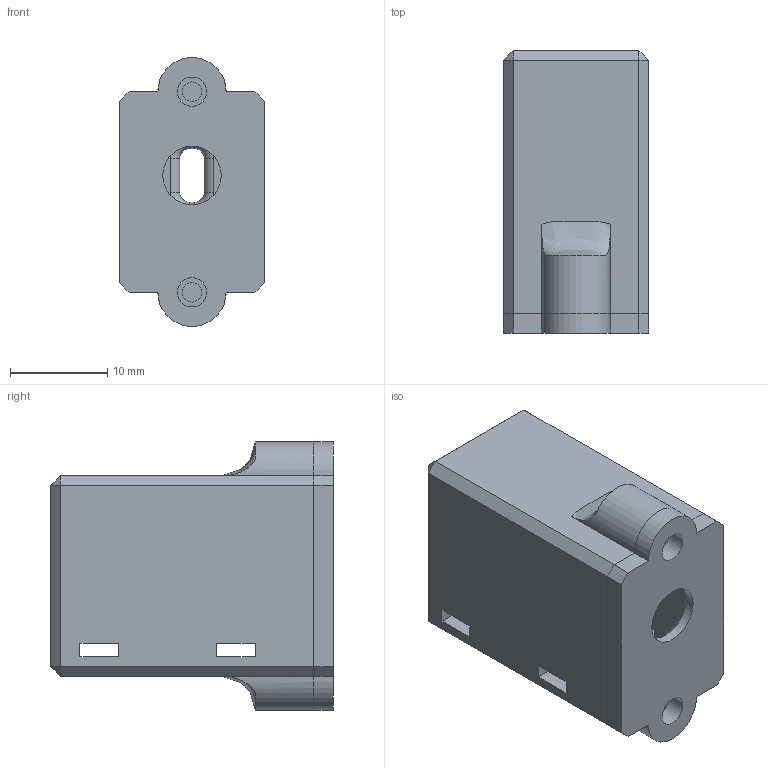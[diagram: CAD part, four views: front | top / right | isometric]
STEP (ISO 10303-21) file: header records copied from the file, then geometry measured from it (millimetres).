
FILE_DESCRIPTION(/* description */ (''),/* implementation_level */ '2;1');
FILE_NAME(/* name */ 'SensorConnector.step',/* time_stamp */ '2024-02-09T15:39:27+01:00',/* author */ (''),/* organization */ (''),/* preprocessor_version */ 'ST-DEVELOPER v20',/* originating_system */ 'Autodesk Translation Framework v12.14.0.127',/* authorisation */ '');
FILE_SCHEMA (('AUTOMOTIVE_DESIGN { 1 0 10303 214 3 1 1 }'));
Length unit declared in the file: millimetre
Products named in the file (1): SensorConnector
Bounding box: 14.9 x 29 x 27.6 mm (x, y, z)
Volume: 4416 mm3; surface area: 5050 mm2
Topology: 2 solids, 2 shells, 107 faces, 289 edges, 187 vertices
Faces by surface type: plane 75, cylinder 25, torus 4, bspline 2, cone 1
Full cylindrical faces by diameter (mm): 2 x2, 3 x2, 6 x1
Entity records: 3708 total; most frequent: CARTESIAN_POINT 924, ORIENTED_EDGE 578, DIRECTION 550, EDGE_CURVE 289, LINE 228, VECTOR 228, VERTEX_POINT 187, AXIS2_PLACEMENT_3D 161
